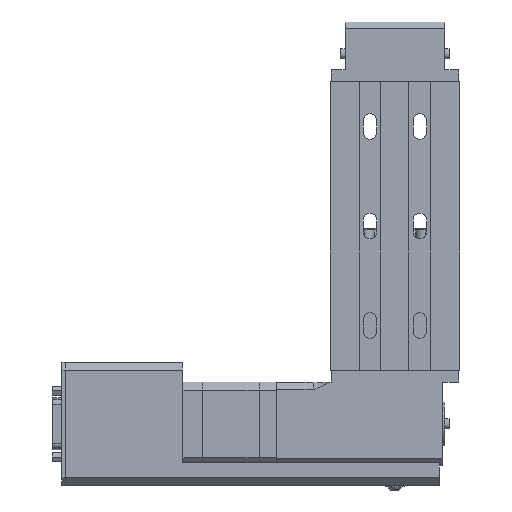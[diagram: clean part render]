
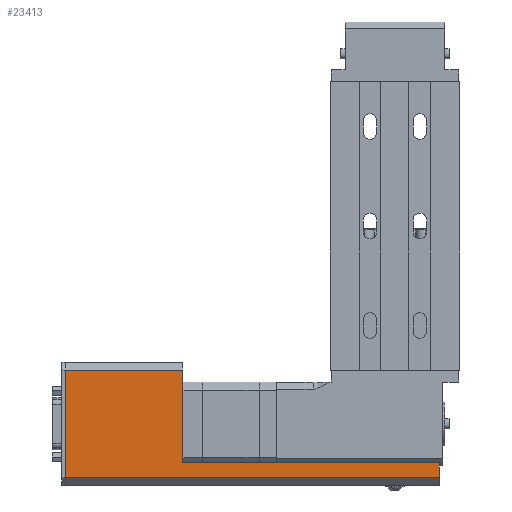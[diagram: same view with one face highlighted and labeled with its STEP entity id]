
A CAD part, front view. The second image highlights one B-rep face of the part: STEP entity #23413.
In plain terms, the highlighted planar face has unit normal (0, -1, 0).
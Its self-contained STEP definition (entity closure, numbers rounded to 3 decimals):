
#1240 = EDGE_CURVE ( 'NONE', #18263, #5497, #21006, .T. ) ;
#1430 = CARTESIAN_POINT ( 'NONE',  ( 27., -21., 81.8 ) ) ;
#1964 = LINE ( 'NONE', #19525, #10708 ) ;
#3277 = CARTESIAN_POINT ( 'NONE',  ( 27., -21., -47. ) ) ;
#3433 = VECTOR ( 'NONE', #7379, 1000. ) ;
#3867 = CARTESIAN_POINT ( 'NONE',  ( 27., -21., 81.8 ) ) ;
#3944 = DIRECTION ( 'NONE',  ( 0., 1., 0. ) ) ;
#5174 = CARTESIAN_POINT ( 'NONE',  ( 19.5, -21., -47. ) ) ;
#5236 = EDGE_CURVE ( 'NONE', #12385, #14733, #25321, .T. ) ;
#5255 = EDGE_CURVE ( 'NONE', #12385, #25223, #1964, .T. ) ;
#5497 = VERTEX_POINT ( 'NONE', #5174 ) ;
#5898 = ORIENTED_EDGE ( 'NONE', *, *, #15428, .F. ) ;
#7379 = DIRECTION ( 'NONE',  ( 0., 0., 1. ) ) ;
#7892 = EDGE_CURVE ( 'NONE', #5497, #13086, #15316, .T. ) ;
#8965 = CARTESIAN_POINT ( 'NONE',  ( 19.5, -21., 81.8 ) ) ;
#9508 = DIRECTION ( 'NONE',  ( -1., 0., 0. ) ) ;
#9636 = ORIENTED_EDGE ( 'NONE', *, *, #17314, .F. ) ;
#10708 = VECTOR ( 'NONE', #9508, 1000. ) ;
#11062 = DIRECTION ( 'NONE',  ( -1., 0., 0. ) ) ;
#11309 = LINE ( 'NONE', #19400, #3433 ) ;
#11411 = DIRECTION ( 'NONE',  ( 1., 0., 0. ) ) ;
#11725 = DIRECTION ( 'NONE',  ( -1., 0., 0. ) ) ;
#12385 = VERTEX_POINT ( 'NONE', #23855 ) ;
#12556 = VECTOR ( 'NONE', #11062, 1000. ) ;
#13086 = VERTEX_POINT ( 'NONE', #24993 ) ;
#13748 = DIRECTION ( 'NONE',  ( 0., 0., 1. ) ) ;
#14365 = ORIENTED_EDGE ( 'NONE', *, *, #1240, .T. ) ;
#14379 = VECTOR ( 'NONE', #11411, 1000. ) ;
#14451 = ORIENTED_EDGE ( 'NONE', *, *, #7892, .T. ) ;
#14667 = VECTOR ( 'NONE', #16799, 1000. ) ;
#14733 = VERTEX_POINT ( 'NONE', #3867 ) ;
#15316 = LINE ( 'NONE', #3277, #12556 ) ;
#15417 = CARTESIAN_POINT ( 'NONE',  ( -27., -21., -106.25 ) ) ;
#15428 = EDGE_CURVE ( 'NONE', #25223, #13086, #11309, .T. ) ;
#15543 = CARTESIAN_POINT ( 'NONE',  ( 27., -21., -106.25 ) ) ;
#15577 = PLANE ( 'NONE',  #23440 ) ;
#16799 = DIRECTION ( 'NONE',  ( 0., 0., -1. ) ) ;
#17314 = EDGE_CURVE ( 'NONE', #18263, #14733, #21141, .T. ) ;
#18263 = VERTEX_POINT ( 'NONE', #20244 ) ;
#18537 = EDGE_LOOP ( 'NONE', ( #21645, #9636, #14365, #14451, #5898, #19235 ) ) ;
#19235 = ORIENTED_EDGE ( 'NONE', *, *, #5255, .F. ) ;
#19400 = CARTESIAN_POINT ( 'NONE',  ( -27., -21., -106.25 ) ) ;
#19525 = CARTESIAN_POINT ( 'NONE',  ( 27., -21., -106.25 ) ) ;
#19682 = FACE_OUTER_BOUND ( 'NONE', #18537, .T. ) ;
#20244 = CARTESIAN_POINT ( 'NONE',  ( 19.5, -21., 81.8 ) ) ;
#21006 = LINE ( 'NONE', #8965, #14667 ) ;
#21141 = LINE ( 'NONE', #1430, #14379 ) ;
#21467 = CARTESIAN_POINT ( 'NONE',  ( 27., -21., -106.25 ) ) ;
#21645 = ORIENTED_EDGE ( 'NONE', *, *, #5236, .T. ) ;
#21763 = VECTOR ( 'NONE', #13748, 1000. ) ;
#23413 = ADVANCED_FACE ( 'NONE', ( #19682 ), #15577, .F. ) ;
#23440 = AXIS2_PLACEMENT_3D ( 'NONE', #21467, #3944, #11725 ) ;
#23855 = CARTESIAN_POINT ( 'NONE',  ( 27., -21., -106.25 ) ) ;
#24993 = CARTESIAN_POINT ( 'NONE',  ( -27., -21., -47. ) ) ;
#25223 = VERTEX_POINT ( 'NONE', #15417 ) ;
#25321 = LINE ( 'NONE', #15543, #21763 ) ;
